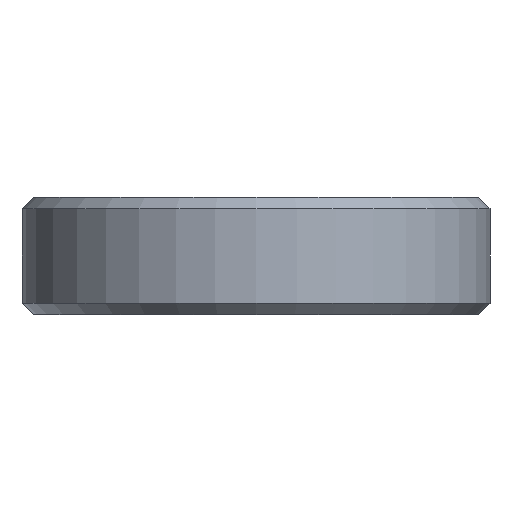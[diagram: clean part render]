
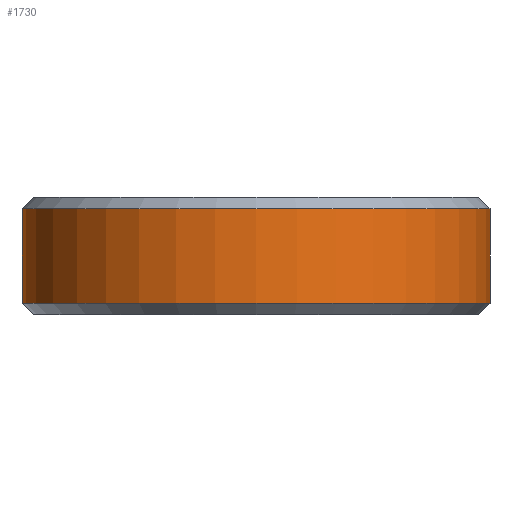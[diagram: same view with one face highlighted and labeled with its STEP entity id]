
A CAD part, left-side view. The second image highlights one B-rep face of the part: STEP entity #1730.
In plain terms, the highlighted cylindrical face has radius 6.25 mm (diameter 12.5 mm), a partial arc.
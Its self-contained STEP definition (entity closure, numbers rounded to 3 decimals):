
#144 = VERTEX_POINT('',#145);
#145 = CARTESIAN_POINT('',(0.,-6.25,0.3));
#161 = CONICAL_SURFACE('',#162,6.25,0.785);
#162 = AXIS2_PLACEMENT_3D('',#163,#164,#165);
#163 = CARTESIAN_POINT('',(0.,0.,0.3));
#164 = DIRECTION('',(0.,0.,1.));
#165 = DIRECTION('',(0.,1.,0.));
#187 = PLANE('',#188);
#188 = AXIS2_PLACEMENT_3D('',#189,#190,#191);
#189 = CARTESIAN_POINT('',(112.5,-6.25,0.));
#190 = DIRECTION('',(0.,-1.,0.));
#191 = DIRECTION('',(-1.,0.,0.));
#290 = PLANE('',#291);
#291 = AXIS2_PLACEMENT_3D('',#292,#293,#294);
#292 = CARTESIAN_POINT('',(112.5,6.25,0.));
#293 = DIRECTION('',(0.,-1.,0.));
#294 = DIRECTION('',(-1.,0.,0.));
#859 = VERTEX_POINT('',#860);
#860 = CARTESIAN_POINT('',(0.,6.25,0.3));
#907 = EDGE_CURVE('',#859,#144,#908,.T.);
#908 = SURFACE_CURVE('',#909,(#914,#921),.PCURVE_S1.);
#909 = CIRCLE('',#910,6.25);
#910 = AXIS2_PLACEMENT_3D('',#911,#912,#913);
#911 = CARTESIAN_POINT('',(0.,0.,0.3));
#912 = DIRECTION('',(0.,-0.,1.));
#913 = DIRECTION('',(0.,1.,0.));
#914 = PCURVE('',#161,#915);
#915 = DEFINITIONAL_REPRESENTATION('',(#916),#920);
#916 = LINE('',#917,#918);
#917 = CARTESIAN_POINT('',(0.,-0.));
#918 = VECTOR('',#919,1.);
#919 = DIRECTION('',(1.,-0.));
#920 = ( GEOMETRIC_REPRESENTATION_CONTEXT(2) 
PARAMETRIC_REPRESENTATION_CONTEXT() REPRESENTATION_CONTEXT('2D SPACE',''
  ) );
#921 = PCURVE('',#922,#927);
#922 = CYLINDRICAL_SURFACE('',#923,6.25);
#923 = AXIS2_PLACEMENT_3D('',#924,#925,#926);
#924 = CARTESIAN_POINT('',(0.,0.,0.));
#925 = DIRECTION('',(-0.,-0.,-1.));
#926 = DIRECTION('',(1.,0.,0.));
#927 = DEFINITIONAL_REPRESENTATION('',(#928),#932);
#928 = LINE('',#929,#930);
#929 = CARTESIAN_POINT('',(-1.571,-0.3));
#930 = VECTOR('',#931,1.);
#931 = DIRECTION('',(-1.,0.));
#932 = ( GEOMETRIC_REPRESENTATION_CONTEXT(2) 
PARAMETRIC_REPRESENTATION_CONTEXT() REPRESENTATION_CONTEXT('2D SPACE',''
  ) );
#941 = VERTEX_POINT('',#942);
#942 = CARTESIAN_POINT('',(0.,-6.25,2.825));
#968 = EDGE_CURVE('',#144,#941,#969,.T.);
#969 = SURFACE_CURVE('',#970,(#974,#981),.PCURVE_S1.);
#970 = LINE('',#971,#972);
#971 = CARTESIAN_POINT('',(0.,-6.25,0.));
#972 = VECTOR('',#973,1.);
#973 = DIRECTION('',(0.,0.,1.));
#974 = PCURVE('',#187,#975);
#975 = DEFINITIONAL_REPRESENTATION('',(#976),#980);
#976 = LINE('',#977,#978);
#977 = CARTESIAN_POINT('',(112.5,0.));
#978 = VECTOR('',#979,1.);
#979 = DIRECTION('',(0.,-1.));
#980 = ( GEOMETRIC_REPRESENTATION_CONTEXT(2) 
PARAMETRIC_REPRESENTATION_CONTEXT() REPRESENTATION_CONTEXT('2D SPACE',''
  ) );
#981 = PCURVE('',#922,#982);
#982 = DEFINITIONAL_REPRESENTATION('',(#983),#987);
#983 = LINE('',#984,#985);
#984 = CARTESIAN_POINT('',(-4.712,0.));
#985 = VECTOR('',#986,1.);
#986 = DIRECTION('',(-0.,-1.));
#987 = ( GEOMETRIC_REPRESENTATION_CONTEXT(2) 
PARAMETRIC_REPRESENTATION_CONTEXT() REPRESENTATION_CONTEXT('2D SPACE',''
  ) );
#1077 = VERTEX_POINT('',#1078);
#1078 = CARTESIAN_POINT('',(0.,6.25,2.825));
#1099 = EDGE_CURVE('',#859,#1077,#1100,.T.);
#1100 = SURFACE_CURVE('',#1101,(#1105,#1112),.PCURVE_S1.);
#1101 = LINE('',#1102,#1103);
#1102 = CARTESIAN_POINT('',(0.,6.25,0.));
#1103 = VECTOR('',#1104,1.);
#1104 = DIRECTION('',(0.,0.,1.));
#1105 = PCURVE('',#290,#1106);
#1106 = DEFINITIONAL_REPRESENTATION('',(#1107),#1111);
#1107 = LINE('',#1108,#1109);
#1108 = CARTESIAN_POINT('',(112.5,0.));
#1109 = VECTOR('',#1110,1.);
#1110 = DIRECTION('',(0.,-1.));
#1111 = ( GEOMETRIC_REPRESENTATION_CONTEXT(2) 
PARAMETRIC_REPRESENTATION_CONTEXT() REPRESENTATION_CONTEXT('2D SPACE',''
  ) );
#1112 = PCURVE('',#922,#1113);
#1113 = DEFINITIONAL_REPRESENTATION('',(#1114),#1118);
#1114 = LINE('',#1115,#1116);
#1115 = CARTESIAN_POINT('',(-1.571,0.));
#1116 = VECTOR('',#1117,1.);
#1117 = DIRECTION('',(-0.,-1.));
#1118 = ( GEOMETRIC_REPRESENTATION_CONTEXT(2) 
PARAMETRIC_REPRESENTATION_CONTEXT() REPRESENTATION_CONTEXT('2D SPACE',''
  ) );
#1730 = ADVANCED_FACE('',(#1731),#922,.T.);
#1731 = FACE_BOUND('',#1732,.F.);
#1732 = EDGE_LOOP('',(#1733,#1734,#1761,#1762));
#1733 = ORIENTED_EDGE('',*,*,#1099,.T.);
#1734 = ORIENTED_EDGE('',*,*,#1735,.T.);
#1735 = EDGE_CURVE('',#1077,#941,#1736,.T.);
#1736 = SURFACE_CURVE('',#1737,(#1742,#1749),.PCURVE_S1.);
#1737 = CIRCLE('',#1738,6.25);
#1738 = AXIS2_PLACEMENT_3D('',#1739,#1740,#1741);
#1739 = CARTESIAN_POINT('',(0.,0.,2.825));
#1740 = DIRECTION('',(0.,-0.,1.));
#1741 = DIRECTION('',(0.,1.,0.));
#1742 = PCURVE('',#922,#1743);
#1743 = DEFINITIONAL_REPRESENTATION('',(#1744),#1748);
#1744 = LINE('',#1745,#1746);
#1745 = CARTESIAN_POINT('',(-1.571,-2.825));
#1746 = VECTOR('',#1747,1.);
#1747 = DIRECTION('',(-1.,0.));
#1748 = ( GEOMETRIC_REPRESENTATION_CONTEXT(2) 
PARAMETRIC_REPRESENTATION_CONTEXT() REPRESENTATION_CONTEXT('2D SPACE',''
  ) );
#1749 = PCURVE('',#1750,#1755);
#1750 = CONICAL_SURFACE('',#1751,6.25,0.785);
#1751 = AXIS2_PLACEMENT_3D('',#1752,#1753,#1754);
#1752 = CARTESIAN_POINT('',(0.,0.,2.825));
#1753 = DIRECTION('',(-0.,-0.,-1.));
#1754 = DIRECTION('',(0.,1.,0.));
#1755 = DEFINITIONAL_REPRESENTATION('',(#1756),#1760);
#1756 = LINE('',#1757,#1758);
#1757 = CARTESIAN_POINT('',(-0.,-0.));
#1758 = VECTOR('',#1759,1.);
#1759 = DIRECTION('',(-1.,-0.));
#1760 = ( GEOMETRIC_REPRESENTATION_CONTEXT(2) 
PARAMETRIC_REPRESENTATION_CONTEXT() REPRESENTATION_CONTEXT('2D SPACE',''
  ) );
#1761 = ORIENTED_EDGE('',*,*,#968,.F.);
#1762 = ORIENTED_EDGE('',*,*,#907,.F.);
